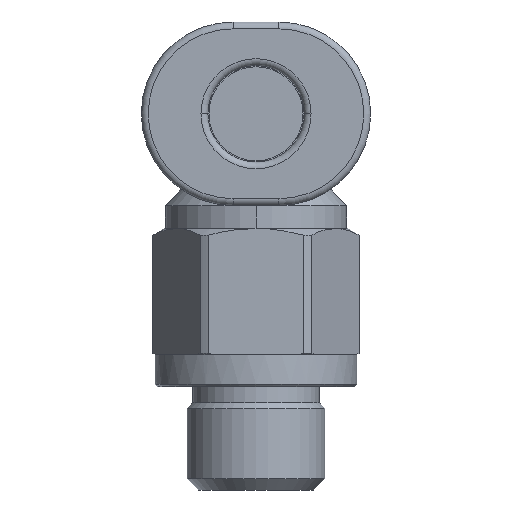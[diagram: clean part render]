
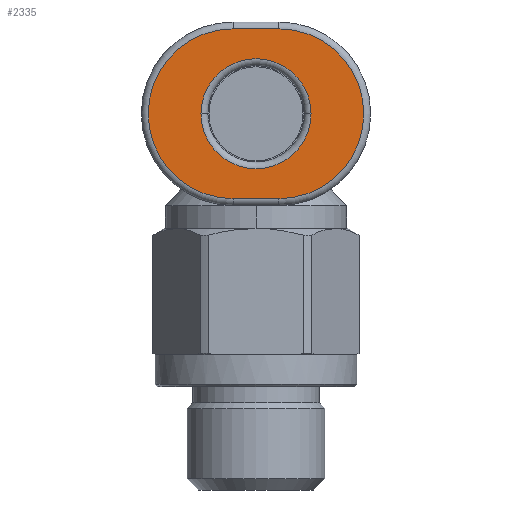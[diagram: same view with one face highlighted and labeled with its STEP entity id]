
A CAD part, front view. The second image highlights one B-rep face of the part: STEP entity #2335.
In plain terms, the highlighted planar face has unit normal (0, -1, 0).
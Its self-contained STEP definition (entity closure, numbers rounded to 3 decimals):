
#954=CARTESIAN_POINT('',(2.4,-12.7,6.2));
#955=VERTEX_POINT('',#954);
#963=CARTESIAN_POINT('',(-2.4,-12.7,6.2));
#964=VERTEX_POINT('',#963);
#965=CARTESIAN_POINT('',(0.0,-12.7,6.2));
#966=DIRECTION('',(0.0,-1.0,0.0));
#967=DIRECTION('',(1.0,0.0,0.0));
#968=AXIS2_PLACEMENT_3D('',#965,#966,#967);
#969=CIRCLE('',#968,2.4);
#970=EDGE_CURVE('',#955,#964,#969,.T.);
#2148=CARTESIAN_POINT('',(-1.0,-12.7,2.5));
#2149=VERTEX_POINT('',#2148);
#2150=CARTESIAN_POINT('',(-1.,-12.7,9.9));
#2151=VERTEX_POINT('',#2150);
#2152=CARTESIAN_POINT('',(-1.0,-12.7,6.2));
#2153=DIRECTION('',(0.0,1.0,0.0));
#2154=DIRECTION('',(-1.0,0.0,0.0));
#2155=AXIS2_PLACEMENT_3D('',#2152,#2153,#2154);
#2156=CIRCLE('',#2155,3.7);
#2157=EDGE_CURVE('',#2149,#2151,#2156,.T.);
#2192=CARTESIAN_POINT('',(1.,-12.7,9.9));
#2193=VERTEX_POINT('',#2192);
#2194=CARTESIAN_POINT('',(-1.,-12.7,9.9));
#2195=DIRECTION('',(1.0,0.0,0.0));
#2196=VECTOR('',#2195,2.);
#2197=LINE('',#2194,#2196);
#2198=EDGE_CURVE('',#2151,#2193,#2197,.T.);
#2232=CARTESIAN_POINT('',(1.0,-12.7,2.5));
#2233=VERTEX_POINT('',#2232);
#2241=CARTESIAN_POINT('',(1.0,-12.7,2.5));
#2242=DIRECTION('',(-1.0,0.0,0.0));
#2243=VECTOR('',#2242,2.0);
#2244=LINE('',#2241,#2243);
#2245=EDGE_CURVE('',#2233,#2149,#2244,.T.);
#2256=CARTESIAN_POINT('',(1.0,-12.7,6.2));
#2257=DIRECTION('',(0.,1.0,0.));
#2258=DIRECTION('',(1.0,0.,0.));
#2259=AXIS2_PLACEMENT_3D('',#2256,#2257,#2258);
#2260=CIRCLE('',#2259,3.7);
#2261=EDGE_CURVE('',#2193,#2233,#2260,.T.);
#2314=CARTESIAN_POINT('',(0.,-12.7,6.2));
#2315=DIRECTION('',(0.0,1.0,0.0));
#2316=DIRECTION('',(1.0,0.0,0.0));
#2317=AXIS2_PLACEMENT_3D('',#2314,#2315,#2316);
#2318=PLANE('',#2317);
#2319=ORIENTED_EDGE('',*,*,#2157,.F.);
#2320=ORIENTED_EDGE('',*,*,#2245,.F.);
#2321=ORIENTED_EDGE('',*,*,#2261,.F.);
#2322=ORIENTED_EDGE('',*,*,#2198,.F.);
#2323=EDGE_LOOP('',(#2319,#2320,#2321,#2322));
#2324=FACE_OUTER_BOUND('',#2323,.T.);
#2325=CARTESIAN_POINT('',(0.0,-12.7,6.2));
#2326=DIRECTION('',(0.0,-1.0,0.0));
#2327=DIRECTION('',(1.0,0.0,0.0));
#2328=AXIS2_PLACEMENT_3D('',#2325,#2326,#2327);
#2329=CIRCLE('',#2328,2.4);
#2330=EDGE_CURVE('',#964,#955,#2329,.T.);
#2331=ORIENTED_EDGE('',*,*,#2330,.F.);
#2332=ORIENTED_EDGE('',*,*,#970,.F.);
#2333=EDGE_LOOP('',(#2331,#2332));
#2334=FACE_BOUND('',#2333,.T.);
#2335=ADVANCED_FACE('',(#2324,#2334),#2318,.F.);
